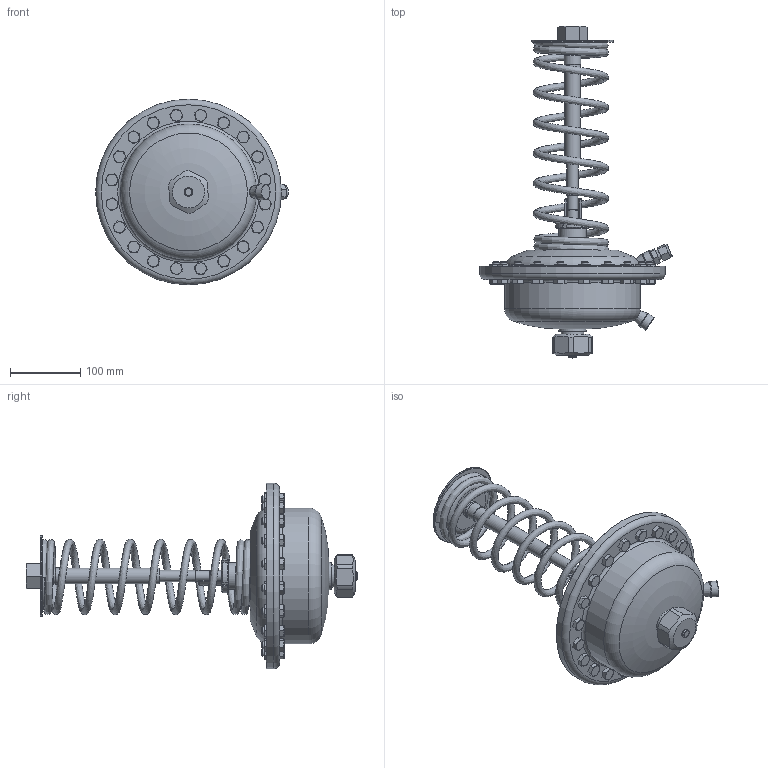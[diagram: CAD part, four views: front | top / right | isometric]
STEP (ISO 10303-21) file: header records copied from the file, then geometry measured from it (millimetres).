
FILE_DESCRIPTION (( 'STEP AP214' ), '1' );
FILE_NAME ('003G1004R.ZLSZXJG.DA1.Z250╱ZA3 自力式阀后控制执行机构组件250305.STEP', '2025-03-05T11:35:08', ( '' ), ( '' ), 'SwSTEP 2.0', 'SolidWorks 2020', '' );
FILE_SCHEMA (( 'AUTOMOTIVE_DESIGN' ));
Length unit declared in the file: millimetre
Products named in the file (1): 003G1004R.ZLSZXJG.DA1.Z250╱ZA3 自力式阀后控制执行机构组件250305
Bounding box: 273.36 x 471.2 x 263.5 mm (x, y, z)
Volume: 3906177.3 mm3; surface area: 379891.1 mm2
Topology: 1 solids, 2 shells, 1063 faces, 2516 edges, 1537 vertices
Faces by surface type: plane 457, cone 415, cylinder 139, torus 47, bspline 5
Full cylindrical faces by diameter (mm): 10 x40, 10.2 x20, 12 x1, 14.5 x2, 16 x2, 18 x1, 18.5 x1, 21.8 x1, 22 x2, 24 x2, 25 x1, 32 x1, 38.5 x2, 116 x1, 193 x1, 250 x3, 255.5 x1, 263.5 x1
Entity records: 46887 total; most frequent: CARTESIAN_POINT 13350, ORIENTED_EDGE 4486, DIRECTION 4226, EDGE_CURVE 2243, AXIS2_PLACEMENT_3D 1816, VERTEX_POINT 1435, EDGE_LOOP 1360, FACE_OUTER_BOUND 1189
